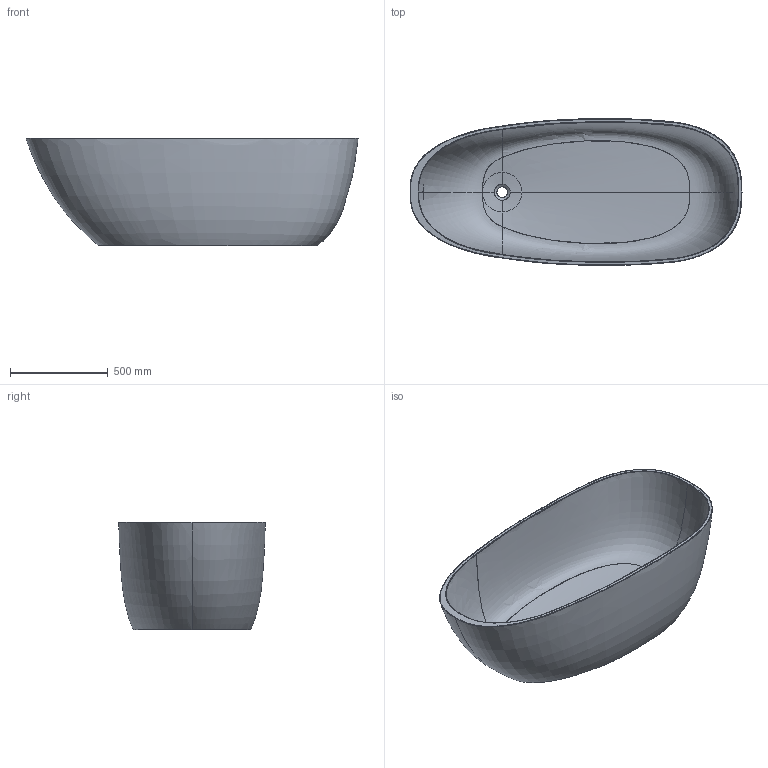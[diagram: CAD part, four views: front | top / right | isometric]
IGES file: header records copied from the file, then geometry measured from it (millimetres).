
Global section: file name: 40_1053_17_08_10_RIVA 170x75.igs; native system: NX V8.5; preprocessor: SIEMENS PLM Software NX 8.5; date: 20201229.100606; units: millimetre
Bounding box: 1698.91 x 749.3 x 550 mm (x, y, z)
Surface area: 5410427.1 mm2 (no closed solid volume)
Topology: 0 solids, 0 shells, 145 faces, 1449 edges, 1437 vertices
Faces by surface type: bspline 145
